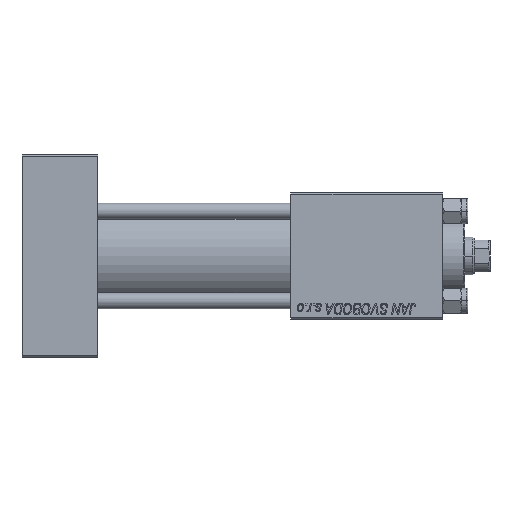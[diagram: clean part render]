
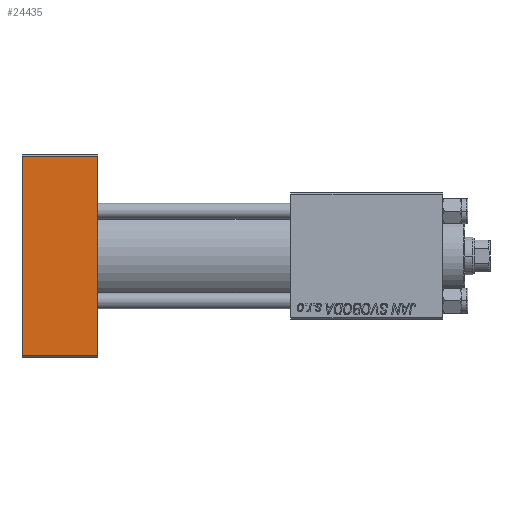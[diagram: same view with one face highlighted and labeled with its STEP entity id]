
A CAD part, front view. The second image highlights one B-rep face of the part: STEP entity #24435.
In plain terms, the highlighted planar face has unit normal (0, -1, 0).
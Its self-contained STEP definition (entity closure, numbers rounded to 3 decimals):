
#3596 = VERTEX_POINT ( 'NONE', #46857 ) ;
#4743 = CARTESIAN_POINT ( 'NONE',  ( 0., -20., 31.5 ) ) ;
#5276 = LINE ( 'NONE', #32285, #22975 ) ;
#5738 = LINE ( 'NONE', #41088, #9868 ) ;
#5979 = FACE_OUTER_BOUND ( 'NONE', #20779, .T. ) ;
#9267 = DIRECTION ( 'NONE',  ( 0., 1., 0. ) ) ;
#9868 = VECTOR ( 'NONE', #37308, 1000. ) ;
#15346 = ORIENTED_EDGE ( 'NONE', *, *, #15372, .F. ) ;
#15372 = EDGE_CURVE ( 'NONE', #38908, #39295, #48435, .T. ) ;
#17627 = DIRECTION ( 'NONE',  ( 0., 0., -1. ) ) ;
#19911 = VERTEX_POINT ( 'NONE', #4743 ) ;
#20096 = EDGE_CURVE ( 'NONE', #38908, #19911, #5738, .T. ) ;
#20421 = CARTESIAN_POINT ( 'NONE',  ( 24., -20., -31.5 ) ) ;
#20637 = PLANE ( 'NONE',  #39904 ) ;
#20779 = EDGE_LOOP ( 'NONE', ( #47151, #46870, #15346, #32295 ) ) ;
#21425 = CARTESIAN_POINT ( 'NONE',  ( 24., -20., 32. ) ) ;
#21957 = CARTESIAN_POINT ( 'NONE',  ( 24., -20., 31.5 ) ) ;
#22975 = VECTOR ( 'NONE', #32539, 1000. ) ;
#23573 = CARTESIAN_POINT ( 'NONE',  ( 24., -20., -31.5 ) ) ;
#24205 = LINE ( 'NONE', #20421, #46130 ) ;
#24435 = ADVANCED_FACE ( 'NONE', ( #5979 ), #20637, .F. ) ;
#27773 = EDGE_CURVE ( 'NONE', #19911, #3596, #5276, .T. ) ;
#32285 = CARTESIAN_POINT ( 'NONE',  ( 0., -20., 32. ) ) ;
#32295 = ORIENTED_EDGE ( 'NONE', *, *, #20096, .T. ) ;
#32539 = DIRECTION ( 'NONE',  ( 0., 0., -1. ) ) ;
#35079 = DIRECTION ( 'NONE',  ( 1., 0., 0. ) ) ;
#37308 = DIRECTION ( 'NONE',  ( -1., 0., 0. ) ) ;
#38908 = VERTEX_POINT ( 'NONE', #21957 ) ;
#39295 = VERTEX_POINT ( 'NONE', #23573 ) ;
#39904 = AXIS2_PLACEMENT_3D ( 'NONE', #48656, #9267, #44865 ) ;
#41088 = CARTESIAN_POINT ( 'NONE',  ( 24., -20., 31.5 ) ) ;
#42893 = EDGE_CURVE ( 'NONE', #3596, #39295, #24205, .T. ) ;
#44865 = DIRECTION ( 'NONE',  ( 0., 0., 1. ) ) ;
#46130 = VECTOR ( 'NONE', #35079, 1000. ) ;
#46857 = CARTESIAN_POINT ( 'NONE',  ( 0., -20., -31.5 ) ) ;
#46870 = ORIENTED_EDGE ( 'NONE', *, *, #42893, .T. ) ;
#47151 = ORIENTED_EDGE ( 'NONE', *, *, #27773, .T. ) ;
#48435 = LINE ( 'NONE', #21425, #48452 ) ;
#48452 = VECTOR ( 'NONE', #17627, 1000. ) ;
#48656 = CARTESIAN_POINT ( 'NONE',  ( 24., -20., 32. ) ) ;
